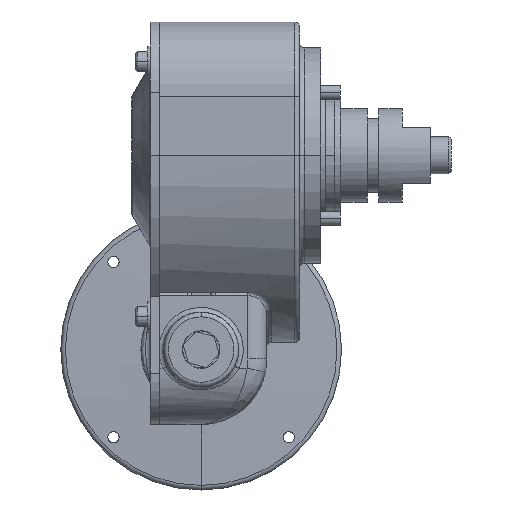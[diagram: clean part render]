
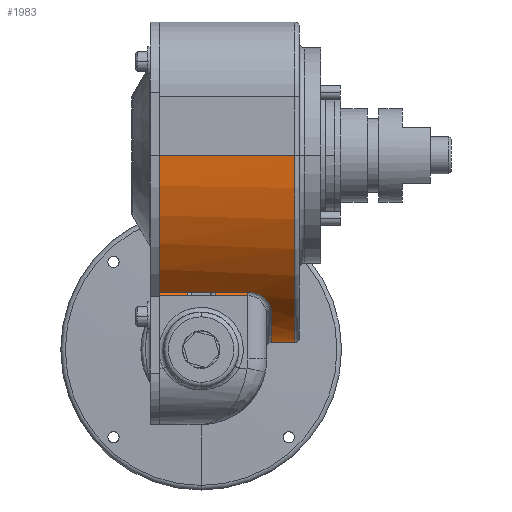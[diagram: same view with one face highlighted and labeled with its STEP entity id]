
A CAD part, left-side view. The second image highlights one B-rep face of the part: STEP entity #1983.
In plain terms, the highlighted cylindrical face has radius 63.5 mm (diameter 127 mm), a partial arc.
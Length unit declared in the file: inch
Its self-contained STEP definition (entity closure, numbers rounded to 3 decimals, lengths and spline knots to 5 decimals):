
#188=CARTESIAN_POINT('',(0.,-1.25,0.));
#189=DIRECTION('',(0.,-1.,0.));
#190=DIRECTION('',(-1.,0.,0.));
#191=AXIS2_PLACEMENT_3D('',#188,#189,#190);
#219=CARTESIAN_POINT('',(0.,0.554,0.));
#220=DIRECTION('',(0.,1.,0.));
#221=DIRECTION('',(1.,0.,0.));
#222=AXIS2_PLACEMENT_3D('',#219,#220,#221);
#224=DIRECTION('',(0.,1.,0.));
#225=VECTOR('',#224,1.179);
#226=CARTESIAN_POINT('',(-1.70732,-0.625,
-1.82622));
#227=LINE('',#226,#225);
#228=CARTESIAN_POINT('',(0.,0.554,0.));
#229=DIRECTION('',(0.,1.,0.));
#230=DIRECTION('',(-0.683,0.,-0.73));
#231=AXIS2_PLACEMENT_3D('',#228,#229,#230);
#233=DIRECTION('',(0.,1.,0.));
#234=VECTOR('',#233,1.804);
#235=CARTESIAN_POINT('',(2.5,-1.25,0.));
#236=LINE('',#235,#234);
#253=DIRECTION('',(0.,1.,0.));
#254=VECTOR('',#253,0.3665);
#255=CARTESIAN_POINT('',(1.59375,0.1875,-1.92613));
#256=LINE('',#255,#254);
#334=CARTESIAN_POINT('',(2.33844,-0.1875,
-0.88415));
#335=CARTESIAN_POINT('',(2.34265,-0.1875,
-0.87301));
#336=CARTESIAN_POINT('',(2.35054,-0.18449,
-0.85166));
#337=CARTESIAN_POINT('',(2.36125,-0.17143,
-0.82146));
#338=CARTESIAN_POINT('',(2.36986,-0.1511,
-0.7962));
#339=CARTESIAN_POINT('',(2.37621,-0.12509,
-0.77699));
#340=CARTESIAN_POINT('',(2.38011,-0.09469,
-0.76492));
#341=CARTESIAN_POINT('',(2.38098,-0.0735,
-0.76219));
#342=CARTESIAN_POINT('',(2.38098,-0.0625,
-0.7622));
#344=DIRECTION('',(0.,1.,0.));
#345=VECTOR('',#344,0.125);
#346=CARTESIAN_POINT('',(2.38098,-0.0625,
-0.7622));
#347=LINE('',#346,#345);
#362=CARTESIAN_POINT('',(2.38098,0.0625,
-0.7622));
#363=CARTESIAN_POINT('',(2.38098,0.0735,
-0.76219));
#364=CARTESIAN_POINT('',(2.38011,0.09469,
-0.76492));
#365=CARTESIAN_POINT('',(2.37621,0.12509,
-0.77699));
#366=CARTESIAN_POINT('',(2.36986,0.1511,
-0.7962));
#367=CARTESIAN_POINT('',(2.36125,0.17143,
-0.82146));
#368=CARTESIAN_POINT('',(2.35054,0.18449,
-0.85166));
#369=CARTESIAN_POINT('',(2.34265,0.1875,
-0.87301));
#370=CARTESIAN_POINT('',(2.33844,0.1875,
-0.88415));
#382=CARTESIAN_POINT('',(0.,0.1875,0.));
#383=DIRECTION('',(0.,1.,0.));
#384=DIRECTION('',(0.935,0.,-0.354));
#385=AXIS2_PLACEMENT_3D('',#382,#383,#384);
#967=CARTESIAN_POINT('',(-1.70732,-0.625,
-1.82622));
#968=CARTESIAN_POINT('',(-1.70731,-0.64119,
-1.82623));
#969=CARTESIAN_POINT('',(-1.70488,-0.67417,
-1.8285));
#970=CARTESIAN_POINT('',(-1.69275,-0.72564,
-1.83978));
#971=CARTESIAN_POINT('',(-1.67014,-0.77848,
-1.86041));
#972=CARTESIAN_POINT('',(-1.63666,-0.82789,
-1.89001));
#973=CARTESIAN_POINT('',(-1.59818,-0.86636,
-1.92267));
#974=CARTESIAN_POINT('',(-1.56103,-0.89305,
-1.95292));
#975=CARTESIAN_POINT('',(-1.52551,-0.91177,
-1.98077));
#976=CARTESIAN_POINT('',(-1.49217,-0.92432,
-2.00598));
#977=CARTESIAN_POINT('',(-1.46077,-0.93227,
-2.02895));
#978=CARTESIAN_POINT('',(-1.43119,-0.93659,
-2.0499));
#979=CARTESIAN_POINT('',(-1.4119,-0.9375,
-2.06317));
#980=CARTESIAN_POINT('',(-1.40244,-0.9375,-2.06958));
#992=CARTESIAN_POINT('',(0.,-0.9375,0.));
#993=DIRECTION('',(0.,-1.,0.));
#994=DIRECTION('',(-0.561,0.,-0.828));
#995=AXIS2_PLACEMENT_3D('',#992,#993,#994);
#1035=CARTESIAN_POINT('',(1.31098,-0.9375,-2.1287));
#1036=CARTESIAN_POINT('',(1.3184,-0.9375,
-2.12413));
#1037=CARTESIAN_POINT('',(1.33371,-0.93694,
-2.11459));
#1038=CARTESIAN_POINT('',(1.3579,-0.93414,
-2.09914));
#1039=CARTESIAN_POINT('',(1.38376,-0.9289,
-2.0822));
#1040=CARTESIAN_POINT('',(1.41142,-0.92059,
-2.06356));
#1041=CARTESIAN_POINT('',(1.44098,-0.90836,
-2.04305));
#1042=CARTESIAN_POINT('',(1.47232,-0.89108,
-2.02059));
#1043=CARTESIAN_POINT('',(1.505,-0.86737,
-1.99638));
#1044=CARTESIAN_POINT('',(1.53858,-0.83496,
-1.97062));
#1045=CARTESIAN_POINT('',(1.57035,-0.79236,
-1.94537));
#1046=CARTESIAN_POINT('',(1.59631,-0.7406,
-1.92407));
#1047=CARTESIAN_POINT('',(1.61278,-0.68105,
-1.91023));
#1048=CARTESIAN_POINT('',(1.61585,-0.64371,
-1.90763));
#1049=CARTESIAN_POINT('',(1.61585,-0.625,
-1.90762));
#1060=DIRECTION('',(0.,1.,0.));
#1061=VECTOR('',#1060,0.4375);
#1062=CARTESIAN_POINT('',(1.61585,-0.625,
-1.90762));
#1063=LINE('',#1062,#1061);
#1369=CARTESIAN_POINT('',(0.,-0.1875,0.));
#1370=DIRECTION('',(0.,-1.,0.));
#1371=DIRECTION('',(0.646,0.,-0.763));
#1372=AXIS2_PLACEMENT_3D('',#1369,#1370,#1371);
#1393=DIRECTION('',(0.,1.,0.));
#1394=VECTOR('',#1393,1.804);
#1395=CARTESIAN_POINT('',(-2.5,-1.25,0.));
#1396=LINE('',#1395,#1394);
#1457=CARTESIAN_POINT('',(-2.5,-1.25,0.));
#1458=VERTEX_POINT('',#1457);
#1461=CARTESIAN_POINT('',(2.5,-1.25,0.));
#1462=VERTEX_POINT('',#1461);
#1518=CARTESIAN_POINT('',(1.59375,0.1875,-1.92613));
#1520=VERTEX_POINT('',#1518);
#1533=CARTESIAN_POINT('',(1.61585,-0.1875,-1.90762));
#1534=CARTESIAN_POINT('',(2.33844,-0.1875,-0.88415));
#1535=VERTEX_POINT('',#1533);
#1536=VERTEX_POINT('',#1534);
#1537=CARTESIAN_POINT('',(2.38098,-0.0625,
-0.7622));
#1538=CARTESIAN_POINT('',(2.38098,0.0625,
-0.7622));
#1539=VERTEX_POINT('',#1537);
#1540=VERTEX_POINT('',#1538);
#1541=CARTESIAN_POINT('',(2.33844,0.1875,-0.88415));
#1542=VERTEX_POINT('',#1541);
#1561=VERTEX_POINT('',#967);
#1562=VERTEX_POINT('',#980);
#1565=CARTESIAN_POINT('',(1.31098,-0.9375,-2.1287));
#1566=VERTEX_POINT('',#1565);
#1568=VERTEX_POINT('',#1049);
#1581=CARTESIAN_POINT('',(-2.5,0.554,0.));
#1583=VERTEX_POINT('',#1581);
#1591=CARTESIAN_POINT('',(2.5,0.554,0.));
#1592=VERTEX_POINT('',#1591);
#1593=CARTESIAN_POINT('',(1.59375,0.554,-1.92613));
#1594=VERTEX_POINT('',#1593);
#1595=CARTESIAN_POINT('',(-1.70732,0.554,-1.82622));
#1596=VERTEX_POINT('',#1595);
#1946=CARTESIAN_POINT('',(0.,-1.3125,0.));
#1947=DIRECTION('',(0.,1.,0.));
#1948=DIRECTION('',(0.,0.,-1.));
#1949=AXIS2_PLACEMENT_3D('',#1946,#1947,#1948);
#1950=CYLINDRICAL_SURFACE('',#1949,2.5);
#1952=ORIENTED_EDGE('',*,*,#1951,.T.);
#1954=ORIENTED_EDGE('',*,*,#1953,.F.);
#1956=ORIENTED_EDGE('',*,*,#1955,.F.);
#1958=ORIENTED_EDGE('',*,*,#1957,.F.);
#1960=ORIENTED_EDGE('',*,*,#1959,.F.);
#1962=ORIENTED_EDGE('',*,*,#1961,.F.);
#1964=ORIENTED_EDGE('',*,*,#1963,.F.);
#1966=ORIENTED_EDGE('',*,*,#1965,.F.);
#1968=ORIENTED_EDGE('',*,*,#1967,.F.);
#1970=ORIENTED_EDGE('',*,*,#1969,.F.);
#1972=ORIENTED_EDGE('',*,*,#1971,.F.);
#1974=ORIENTED_EDGE('',*,*,#1973,.T.);
#1976=ORIENTED_EDGE('',*,*,#1975,.T.);
#1978=ORIENTED_EDGE('',*,*,#1977,.F.);
#1979=ORIENTED_EDGE('',*,*,#1912,.T.);
#1980=ORIENTED_EDGE('',*,*,#1938,.T.);
#1981=EDGE_LOOP('',(#1952,#1954,#1956,#1958,#1960,#1962,#1964,#1966,#1968,#1970,
#1972,#1974,#1976,#1978,#1979,#1980));
#1982=FACE_OUTER_BOUND('',#1981,.F.);
#192=CIRCLE('',#191,2.5);
#223=CIRCLE('',#222,2.5);
#232=CIRCLE('',#231,2.5);
#343=B_SPLINE_CURVE_WITH_KNOTS('',3,(#334,#335,#336,#337,#338,#339,#340,#341,
#342),.UNSPECIFIED.,.F.,.F.,(4,1,1,1,1,1,4),(0.,0.16667,
0.33333,0.5,0.66667,0.83333,1.),
.UNSPECIFIED.);
#371=B_SPLINE_CURVE_WITH_KNOTS('',3,(#362,#363,#364,#365,#366,#367,#368,#369,
#370),.UNSPECIFIED.,.F.,.F.,(4,1,1,1,1,1,4),(0.,0.16667,
0.33333,0.5,0.66667,0.83333,1.),
.UNSPECIFIED.);
#386=CIRCLE('',#385,2.5);
#981=B_SPLINE_CURVE_WITH_KNOTS('',3,(#967,#968,#969,#970,#971,#972,#973,#974,
#975,#976,#977,#978,#979,#980),.UNSPECIFIED.,.F.,.F.,(4,1,1,1,1,1,1,1,1,1,1,4),(
0.,0.09091,0.18182,0.27273,0.36364,
0.45455,0.54545,0.63636,0.72727,
0.81818,0.90909,1.),.UNSPECIFIED.);
#996=CIRCLE('',#995,2.5);
#1050=B_SPLINE_CURVE_WITH_KNOTS('',3,(#1035,#1036,#1037,#1038,#1039,#1040,#1041,
#1042,#1043,#1044,#1045,#1046,#1047,#1048,#1049),.UNSPECIFIED.,.F.,.F.,(4,1,1,1,
1,1,1,1,1,1,1,1,4),(0.,0.08333,0.16667,0.25,
0.33333,0.41667,0.5,0.58333,0.66667,
0.75,0.83333,0.91667,1.),.UNSPECIFIED.);
#1373=CIRCLE('',#1372,2.5);
#1912=EDGE_CURVE('',#1458,#1462,#192,.T.);
#1938=EDGE_CURVE('',#1462,#1592,#236,.T.);
#1951=EDGE_CURVE('',#1592,#1594,#223,.T.);
#1953=EDGE_CURVE('',#1520,#1594,#256,.T.);
#1955=EDGE_CURVE('',#1542,#1520,#386,.T.);
#1957=EDGE_CURVE('',#1540,#1542,#371,.T.);
#1959=EDGE_CURVE('',#1539,#1540,#347,.T.);
#1961=EDGE_CURVE('',#1536,#1539,#343,.T.);
#1963=EDGE_CURVE('',#1535,#1536,#1373,.T.);
#1965=EDGE_CURVE('',#1568,#1535,#1063,.T.);
#1967=EDGE_CURVE('',#1566,#1568,#1050,.T.);
#1969=EDGE_CURVE('',#1562,#1566,#996,.T.);
#1971=EDGE_CURVE('',#1561,#1562,#981,.T.);
#1973=EDGE_CURVE('',#1561,#1596,#227,.T.);
#1975=EDGE_CURVE('',#1596,#1583,#232,.T.);
#1977=EDGE_CURVE('',#1458,#1583,#1396,.T.);
#1983=ADVANCED_FACE('',(#1982),#1950,.T.);
